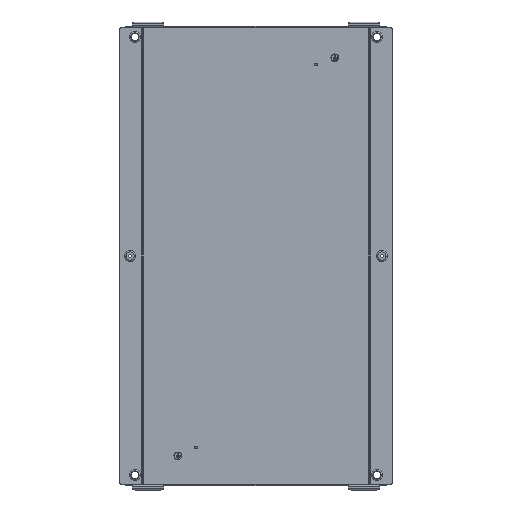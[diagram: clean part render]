
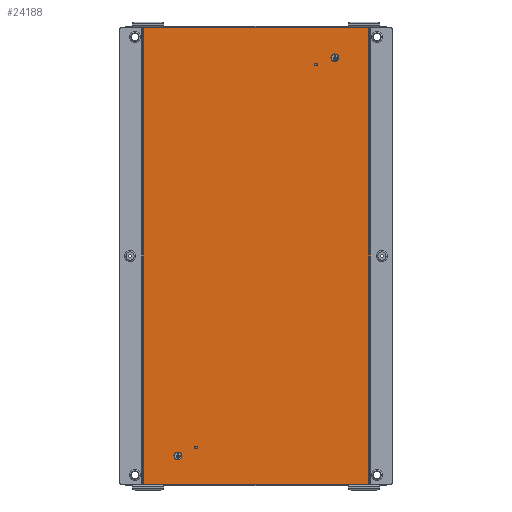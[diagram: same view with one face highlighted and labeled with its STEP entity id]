
A CAD part, front view. The second image highlights one B-rep face of the part: STEP entity #24188.
In plain terms, the highlighted planar face has unit normal (0, -1, 0).
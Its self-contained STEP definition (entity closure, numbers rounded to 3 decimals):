
#33 = LINE ( 'NONE', #32223, #22222 ) ;
#308 = ORIENTED_EDGE ( 'NONE', *, *, #12004, .F. ) ;
#773 = CARTESIAN_POINT ( 'NONE',  ( 0., -1.5, 0. ) ) ;
#956 = AXIS2_PLACEMENT_3D ( 'NONE', #773, #29406, #6081 ) ;
#1110 = EDGE_CURVE ( 'NONE', #4373, #6433, #16111, .T. ) ;
#1810 = LINE ( 'NONE', #22911, #29932 ) ;
#3713 = DIRECTION ( 'NONE',  ( 0., 0., 1. ) ) ;
#4305 = EDGE_LOOP ( 'NONE', ( #13454, #13470, #308, #22762 ) ) ;
#4373 = VERTEX_POINT ( 'NONE', #20647 ) ;
#6081 = DIRECTION ( 'NONE',  ( 0., 0., -1. ) ) ;
#6433 = VERTEX_POINT ( 'NONE', #8280 ) ;
#7548 = VECTOR ( 'NONE', #21404, 1000. ) ;
#8280 = CARTESIAN_POINT ( 'NONE',  ( 288.75, -1.5, 584. ) ) ;
#8660 = VECTOR ( 'NONE', #3713, 1000. ) ;
#9491 = VERTEX_POINT ( 'NONE', #10741 ) ;
#10741 = CARTESIAN_POINT ( 'NONE',  ( 288.75, -1.5, -584. ) ) ;
#11027 = CARTESIAN_POINT ( 'NONE',  ( -288.75, -1.5, 584. ) ) ;
#12004 = EDGE_CURVE ( 'NONE', #6433, #9491, #33, .T. ) ;
#13454 = ORIENTED_EDGE ( 'NONE', *, *, #24999, .F. ) ;
#13470 = ORIENTED_EDGE ( 'NONE', *, *, #26962, .F. ) ;
#16111 = LINE ( 'NONE', #11027, #7548 ) ;
#16271 = PLANE ( 'NONE',  #956 ) ;
#18270 = DIRECTION ( 'NONE',  ( 0., 0., -1. ) ) ;
#18636 = VERTEX_POINT ( 'NONE', #28039 ) ;
#20647 = CARTESIAN_POINT ( 'NONE',  ( -288.75, -1.5, 584. ) ) ;
#21404 = DIRECTION ( 'NONE',  ( 1., 0., 0. ) ) ;
#22222 = VECTOR ( 'NONE', #18270, 1000. ) ;
#22762 = ORIENTED_EDGE ( 'NONE', *, *, #1110, .F. ) ;
#22911 = CARTESIAN_POINT ( 'NONE',  ( 288.75, -1.5, -584. ) ) ;
#24188 = ADVANCED_FACE ( 'NONE', ( #32117 ), #16271, .T. ) ;
#24999 = EDGE_CURVE ( 'NONE', #18636, #4373, #27037, .T. ) ;
#25141 = DIRECTION ( 'NONE',  ( -1., 0., 0. ) ) ;
#26962 = EDGE_CURVE ( 'NONE', #9491, #18636, #1810, .T. ) ;
#27037 = LINE ( 'NONE', #27397, #8660 ) ;
#27397 = CARTESIAN_POINT ( 'NONE',  ( -288.75, -1.5, -587. ) ) ;
#28039 = CARTESIAN_POINT ( 'NONE',  ( -288.75, -1.5, -584. ) ) ;
#29406 = DIRECTION ( 'NONE',  ( 0., -1., 0. ) ) ;
#29932 = VECTOR ( 'NONE', #25141, 1000. ) ;
#32117 = FACE_OUTER_BOUND ( 'NONE', #4305, .T. ) ;
#32223 = CARTESIAN_POINT ( 'NONE',  ( 288.75, -1.5, 587. ) ) ;
